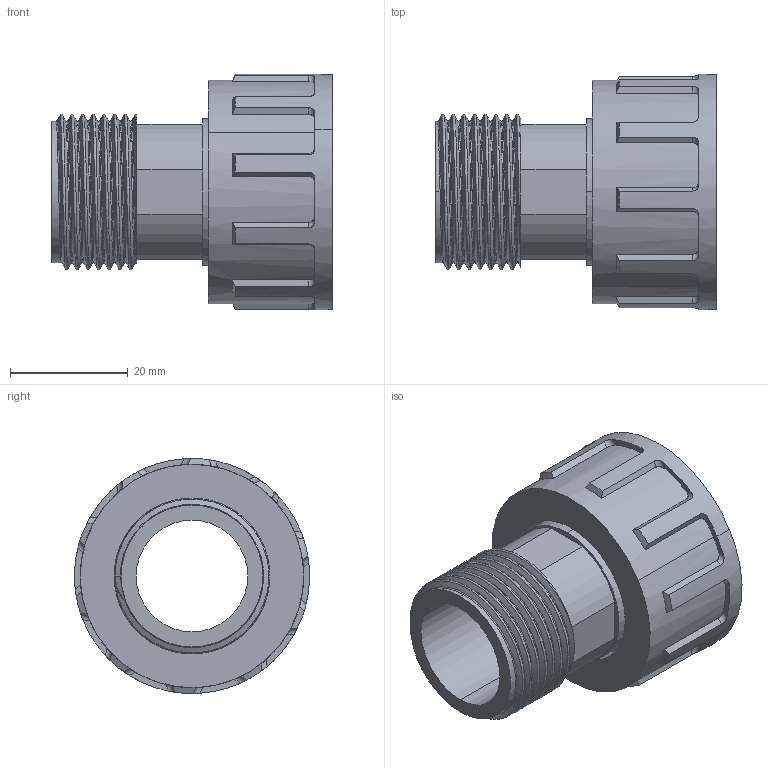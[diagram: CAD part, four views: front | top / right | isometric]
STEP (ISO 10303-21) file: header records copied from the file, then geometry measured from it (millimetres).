
FILE_DESCRIPTION (( 'STEP AP203' ), '1' );
FILE_NAME ('00650_0705.STEP', '2017-05-15T14:11:38', ( '' ), ( '' ), 'SwSTEP 2.0', 'SolidWorks 2011', '' );
FILE_SCHEMA (( 'CONFIG_CONTROL_DESIGN' ));
Length unit declared in the file: millimetre
Products named in the file (4): 00122_0707; 00125_0707; 00653_0705; 00650_0705
Assembly tree (3 placements, depth 2):
  00650_0705
    00125_0707
    00122_0707
    00653_0705
Bounding box: 47.75 x 40 x 40 mm (x, y, z)
Volume: 17018.7 mm3; surface area: 14784.3 mm2
Topology: 3 solids, 3 shells, 149 faces, 408 edges, 268 vertices
Faces by surface type: cylinder 71, plane 46, cone 16, bspline 10, torus 6
Entity records: 12309 total; most frequent: CARTESIAN_POINT 8425, ORIENTED_EDGE 816, DIRECTION 647, EDGE_CURVE 408, VERTEX_POINT 268, AXIS2_PLACEMENT_3D 248, EDGE_LOOP 158, VECTOR 151
